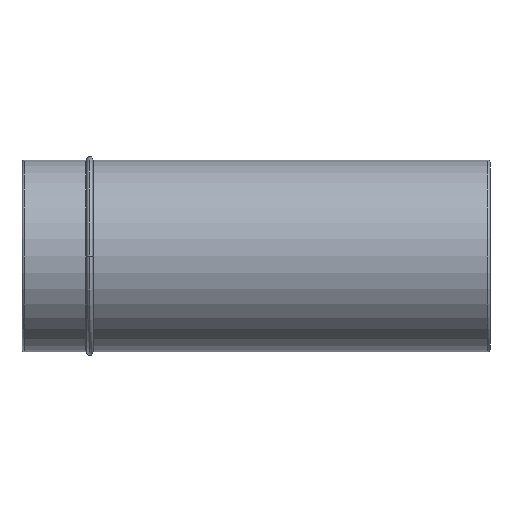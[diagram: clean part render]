
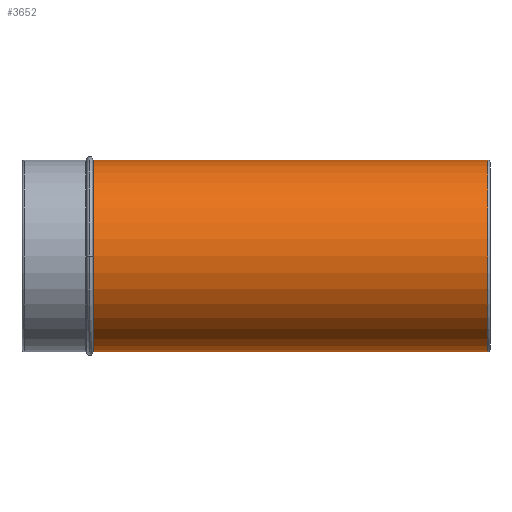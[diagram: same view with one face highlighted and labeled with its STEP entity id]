
A CAD part, left-side view. The second image highlights one B-rep face of the part: STEP entity #3652.
In plain terms, the highlighted cylindrical face has radius 41 mm (diameter 82 mm), a partial arc.
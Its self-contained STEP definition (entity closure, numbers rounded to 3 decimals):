
#82 = VERTEX_POINT ( 'NONE', #6653 ) ;
#99 = DIRECTION ( 'NONE',  ( 0., 1., 0. ) ) ;
#252 = CARTESIAN_POINT ( 'NONE',  ( 0., 200., 0. ) ) ;
#381 = AXIS2_PLACEMENT_3D ( 'NONE', #2215, #99, #1731 ) ;
#1026 = CARTESIAN_POINT ( 'NONE',  ( 0., 169.346, -41. ) ) ;
#1107 = CARTESIAN_POINT ( 'NONE',  ( 0., 169.346, 0. ) ) ;
#1316 = ORIENTED_EDGE ( 'NONE', *, *, #5638, .T. ) ;
#1398 = DIRECTION ( 'NONE',  ( 0., 0., -1. ) ) ;
#1573 = CIRCLE ( 'NONE', #381, 41. ) ;
#1731 = DIRECTION ( 'NONE',  ( 0., 0., -1. ) ) ;
#1931 = LINE ( 'NONE', #6630, #4369 ) ;
#1973 = DIRECTION ( 'NONE',  ( 0., -1., 0. ) ) ;
#2105 = DIRECTION ( 'NONE',  ( 1., 0., 0. ) ) ;
#2112 = ORIENTED_EDGE ( 'NONE', *, *, #4238, .F. ) ;
#2215 = CARTESIAN_POINT ( 'NONE',  ( 0., 1., 0. ) ) ;
#2216 = VERTEX_POINT ( 'NONE', #5631 ) ;
#2321 = LINE ( 'NONE', #6445, #5895 ) ;
#2393 = CYLINDRICAL_SURFACE ( 'NONE', #4914, 41. ) ;
#2421 = EDGE_CURVE ( 'NONE', #2216, #6337, #3855, .T. ) ;
#2819 = EDGE_LOOP ( 'NONE', ( #2112, #6078, #4202, #1316, #4575 ) ) ;
#3150 = DIRECTION ( 'NONE',  ( 0., -1., 0. ) ) ;
#3652 = ADVANCED_FACE ( 'NONE', ( #4346 ), #2393, .T. ) ;
#3855 = CIRCLE ( 'NONE', #6456, 41. ) ;
#4080 = CARTESIAN_POINT ( 'NONE',  ( 0., 1., -41. ) ) ;
#4202 = ORIENTED_EDGE ( 'NONE', *, *, #6024, .T. ) ;
#4238 = EDGE_CURVE ( 'NONE', #2216, #82, #1931, .T. ) ;
#4346 = FACE_OUTER_BOUND ( 'NONE', #2819, .T. ) ;
#4369 = VECTOR ( 'NONE', #6087, 1000. ) ;
#4416 = DIRECTION ( 'NONE',  ( 0., -1., 0. ) ) ;
#4539 = CARTESIAN_POINT ( 'NONE',  ( 0., 169.346, 0. ) ) ;
#4575 = ORIENTED_EDGE ( 'NONE', *, *, #4810, .T. ) ;
#4620 = VERTEX_POINT ( 'NONE', #4080 ) ;
#4810 = EDGE_CURVE ( 'NONE', #4620, #82, #1573, .T. ) ;
#4914 = AXIS2_PLACEMENT_3D ( 'NONE', #252, #4416, #1398 ) ;
#5349 = VERTEX_POINT ( 'NONE', #1026 ) ;
#5379 = CARTESIAN_POINT ( 'NONE',  ( -41., 169.346, 0. ) ) ;
#5631 = CARTESIAN_POINT ( 'NONE',  ( 0., 169.346, 41. ) ) ;
#5638 = EDGE_CURVE ( 'NONE', #5349, #4620, #2321, .T. ) ;
#5681 = CIRCLE ( 'NONE', #6552, 41. ) ;
#5867 = DIRECTION ( 'NONE',  ( 0., -1., 0. ) ) ;
#5895 = VECTOR ( 'NONE', #5867, 1000. ) ;
#6024 = EDGE_CURVE ( 'NONE', #6337, #5349, #5681, .T. ) ;
#6078 = ORIENTED_EDGE ( 'NONE', *, *, #2421, .T. ) ;
#6087 = DIRECTION ( 'NONE',  ( 0., -1., 0. ) ) ;
#6337 = VERTEX_POINT ( 'NONE', #5379 ) ;
#6445 = CARTESIAN_POINT ( 'NONE',  ( 0., 200., -41. ) ) ;
#6456 = AXIS2_PLACEMENT_3D ( 'NONE', #1107, #3150, #2105 ) ;
#6552 = AXIS2_PLACEMENT_3D ( 'NONE', #4539, #1973, #6639 ) ;
#6630 = CARTESIAN_POINT ( 'NONE',  ( 0., 200., 41. ) ) ;
#6639 = DIRECTION ( 'NONE',  ( 1., 0., 0. ) ) ;
#6653 = CARTESIAN_POINT ( 'NONE',  ( 0., 1., 41. ) ) ;
